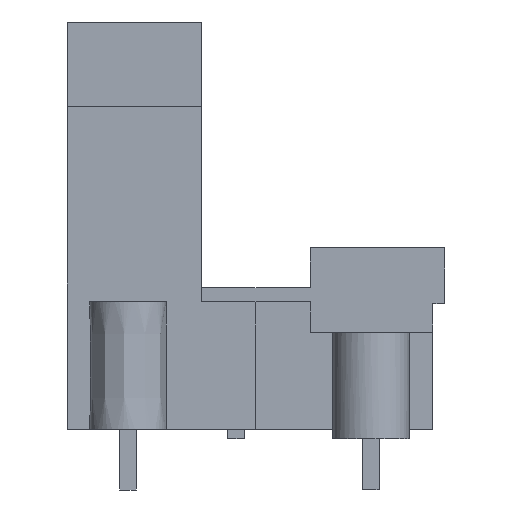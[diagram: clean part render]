
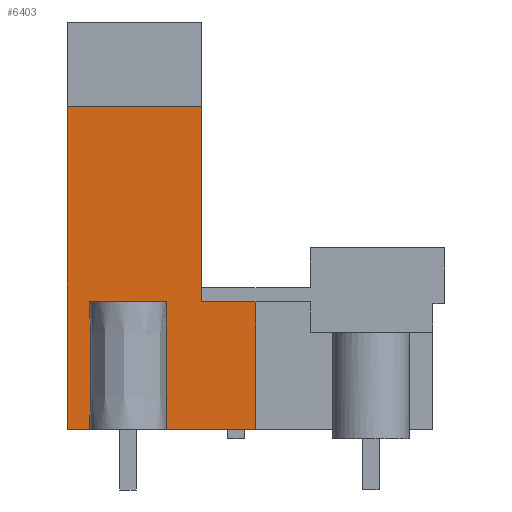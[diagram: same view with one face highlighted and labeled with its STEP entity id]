
A CAD part, left-side view. The second image highlights one B-rep face of the part: STEP entity #6403.
In plain terms, the highlighted planar face has unit normal (-1, 0, 0).
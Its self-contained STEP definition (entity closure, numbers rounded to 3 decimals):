
#6352=AXIS2_PLACEMENT_3D('Plane Axis2P3D',#6349,#6350,#6351) ;
#2327=CARTESIAN_POINT('Line Origine',(3.84,22.779,3.8)) ;
#2331=CARTESIAN_POINT('Vertex',(3.84,23.67,3.8)) ;
#2333=CARTESIAN_POINT('Vertex',(3.84,21.887,3.8)) ;
#2529=CARTESIAN_POINT('Vertex',(3.84,11.84,3.8)) ;
#2532=CARTESIAN_POINT('Line Origine',(3.84,14.846,3.8)) ;
#2536=CARTESIAN_POINT('Vertex',(3.84,17.853,3.8)) ;
#5864=CARTESIAN_POINT('Vertex',(3.84,15.24,12.7)) ;
#5894=CARTESIAN_POINT('Line Origine',(3.84,15.24,12.25)) ;
#5898=CARTESIAN_POINT('Vertex',(3.84,15.24,11.8)) ;
#5922=CARTESIAN_POINT('Vertex',(3.84,11.84,11.8)) ;
#5939=CARTESIAN_POINT('Line Origine',(3.84,13.54,11.8)) ;
#6187=CARTESIAN_POINT('Line Origine',(3.84,23.67,13.93)) ;
#6191=CARTESIAN_POINT('Vertex',(3.84,23.67,24.06)) ;
#6349=CARTESIAN_POINT('Axis2P3D Location',(3.84,23.67,3.2)) ;
#6354=CARTESIAN_POINT('Line Origine',(3.84,15.24,18.38)) ;
#6358=CARTESIAN_POINT('Vertex',(3.84,15.24,24.06)) ;
#6361=CARTESIAN_POINT('Line Origine',(3.84,19.455,24.06)) ;
#6366=CARTESIAN_POINT('Line Origine',(3.84,21.887,7.8)) ;
#6370=CARTESIAN_POINT('Vertex',(3.84,21.887,11.8)) ;
#6373=CARTESIAN_POINT('Line Origine',(3.84,19.87,11.8)) ;
#6377=CARTESIAN_POINT('Vertex',(3.84,17.853,11.8)) ;
#6380=CARTESIAN_POINT('Line Origine',(3.84,17.853,7.8)) ;
#6385=CARTESIAN_POINT('Line Origine',(3.84,11.84,7.8)) ;
#2328=DIRECTION('Vector Direction',(0.,-1.,0.)) ;
#2533=DIRECTION('Vector Direction',(0.,-1.,0.)) ;
#5895=DIRECTION('Vector Direction',(0.,0.,-1.)) ;
#5940=DIRECTION('Vector Direction',(0.,1.,0.)) ;
#6188=DIRECTION('Vector Direction',(0.,0.,1.)) ;
#6350=DIRECTION('Axis2P3D Direction',(-1.,0.,0.)) ;
#6351=DIRECTION('Axis2P3D XDirection',(0.,-1.,0.)) ;
#6355=DIRECTION('Vector Direction',(0.,0.,-1.)) ;
#6362=DIRECTION('Vector Direction',(0.,-1.,0.)) ;
#6367=DIRECTION('Vector Direction',(0.,0.,1.)) ;
#6374=DIRECTION('Vector Direction',(0.,1.,0.)) ;
#6381=DIRECTION('Vector Direction',(0.,0.,1.)) ;
#6386=DIRECTION('Vector Direction',(0.,0.,1.)) ;
#2329=VECTOR('Line Direction',#2328,1.) ;
#2534=VECTOR('Line Direction',#2533,1.) ;
#5896=VECTOR('Line Direction',#5895,1.) ;
#5941=VECTOR('Line Direction',#5940,1.) ;
#6189=VECTOR('Line Direction',#6188,1.) ;
#6356=VECTOR('Line Direction',#6355,1.) ;
#6363=VECTOR('Line Direction',#6362,1.) ;
#6368=VECTOR('Line Direction',#6367,1.) ;
#6375=VECTOR('Line Direction',#6374,1.) ;
#6382=VECTOR('Line Direction',#6381,1.) ;
#6387=VECTOR('Line Direction',#6386,1.) ;
#6391=ORIENTED_EDGE('',*,*,#6360,.F.) ;
#6392=ORIENTED_EDGE('',*,*,#6365,.T.) ;
#6393=ORIENTED_EDGE('',*,*,#6193,.T.) ;
#6394=ORIENTED_EDGE('',*,*,#2335,.T.) ;
#6395=ORIENTED_EDGE('',*,*,#6372,.T.) ;
#6396=ORIENTED_EDGE('',*,*,#6379,.F.) ;
#6397=ORIENTED_EDGE('',*,*,#6384,.F.) ;
#6398=ORIENTED_EDGE('',*,*,#2538,.T.) ;
#6399=ORIENTED_EDGE('',*,*,#6389,.T.) ;
#6400=ORIENTED_EDGE('',*,*,#5943,.T.) ;
#6401=ORIENTED_EDGE('',*,*,#5900,.F.) ;
#6403=ADVANCED_FACE('HOUSING',(#6402),#6353,.T.) ;
#2335=EDGE_CURVE('',#2332,#2334,#2330,.T.) ;
#2538=EDGE_CURVE('',#2537,#2530,#2535,.T.) ;
#5900=EDGE_CURVE('',#5865,#5899,#5897,.T.) ;
#5943=EDGE_CURVE('',#5923,#5899,#5942,.T.) ;
#6193=EDGE_CURVE('',#6192,#2332,#6190,.F.) ;
#6360=EDGE_CURVE('',#6359,#5865,#6357,.T.) ;
#6365=EDGE_CURVE('',#6359,#6192,#6364,.F.) ;
#6372=EDGE_CURVE('',#2334,#6371,#6369,.T.) ;
#6379=EDGE_CURVE('',#6378,#6371,#6376,.T.) ;
#6384=EDGE_CURVE('',#2537,#6378,#6383,.T.) ;
#6389=EDGE_CURVE('',#2530,#5923,#6388,.T.) ;
#6390=EDGE_LOOP('',(#6391,#6392,#6393,#6394,#6395,#6396,#6397,#6398,#6399,#6400,#6401)) ;
#6402=FACE_OUTER_BOUND('',#6390,.T.) ;
#2330=LINE('Line',#2327,#2329) ;
#2535=LINE('Line',#2532,#2534) ;
#5897=LINE('Line',#5894,#5896) ;
#5942=LINE('Line',#5939,#5941) ;
#6190=LINE('Line',#6187,#6189) ;
#6357=LINE('Line',#6354,#6356) ;
#6364=LINE('Line',#6361,#6363) ;
#6369=LINE('Line',#6366,#6368) ;
#6376=LINE('Line',#6373,#6375) ;
#6383=LINE('Line',#6380,#6382) ;
#6388=LINE('Line',#6385,#6387) ;
#6353=PLANE('',#6352) ;
#2332=VERTEX_POINT('',#2331) ;
#2334=VERTEX_POINT('',#2333) ;
#2530=VERTEX_POINT('',#2529) ;
#2537=VERTEX_POINT('',#2536) ;
#5865=VERTEX_POINT('',#5864) ;
#5899=VERTEX_POINT('',#5898) ;
#5923=VERTEX_POINT('',#5922) ;
#6192=VERTEX_POINT('',#6191) ;
#6359=VERTEX_POINT('',#6358) ;
#6371=VERTEX_POINT('',#6370) ;
#6378=VERTEX_POINT('',#6377) ;
